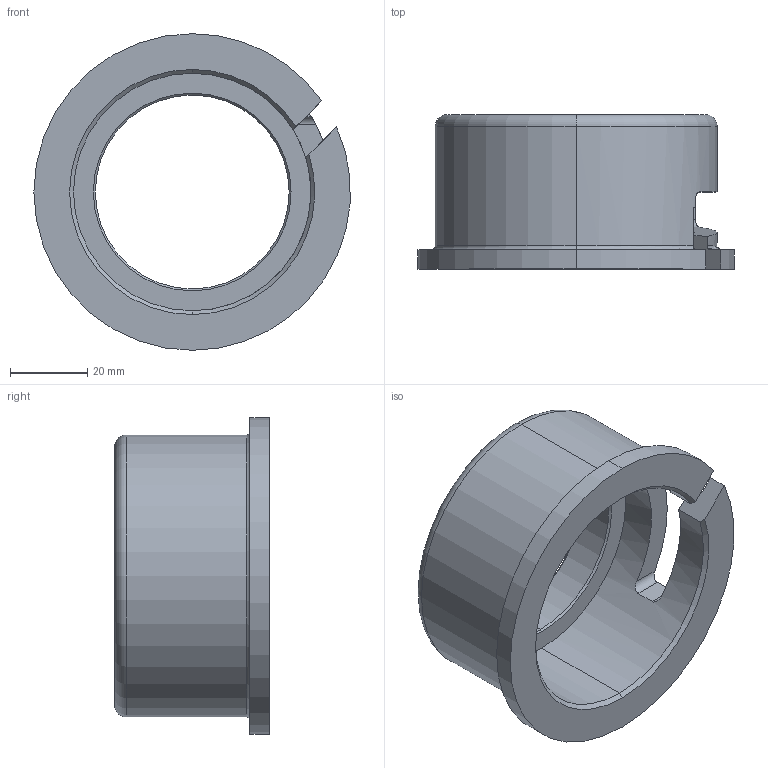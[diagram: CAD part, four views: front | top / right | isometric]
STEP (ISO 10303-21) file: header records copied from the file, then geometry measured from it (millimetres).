
FILE_DESCRIPTION(('CATIA V5 STEP Exchange','CAx-IF Rec.Pracs.--- Model Styling and Organization---1.4--- 2014-01-23'),'2;1');
FILE_NAME('EcrouJPO.stp','2022-01-11T09:57:04+00:00',('none'),('none'),'CATIA Unofficial Packaging Version SP3 HF19','CATIA V5 STEP AP214 Edition 3','none');
FILE_SCHEMA(('AUTOMOTIVE_DESIGN { 1 0 10303 214 3 1 1 1 }'));
Length unit declared in the file: millimetre
Products named in the file (1): Part1
Bounding box: 81.89 x 40 x 82 mm (x, y, z)
Volume: 60904.6 mm3; surface area: 22264.7 mm2
Topology: 1 solids, 1 shells, 37 faces, 95 edges, 60 vertices
Faces by surface type: cylinder 13, plane 12, cone 7, torus 5
Entity records: 1162 total; most frequent: CARTESIAN_POINT 292, ORIENTED_EDGE 190, DIRECTION 140, EDGE_CURVE 95, AXIS2_PLACEMENT_3D 70, VERTEX_POINT 60, VECTOR 41, LINE 41
